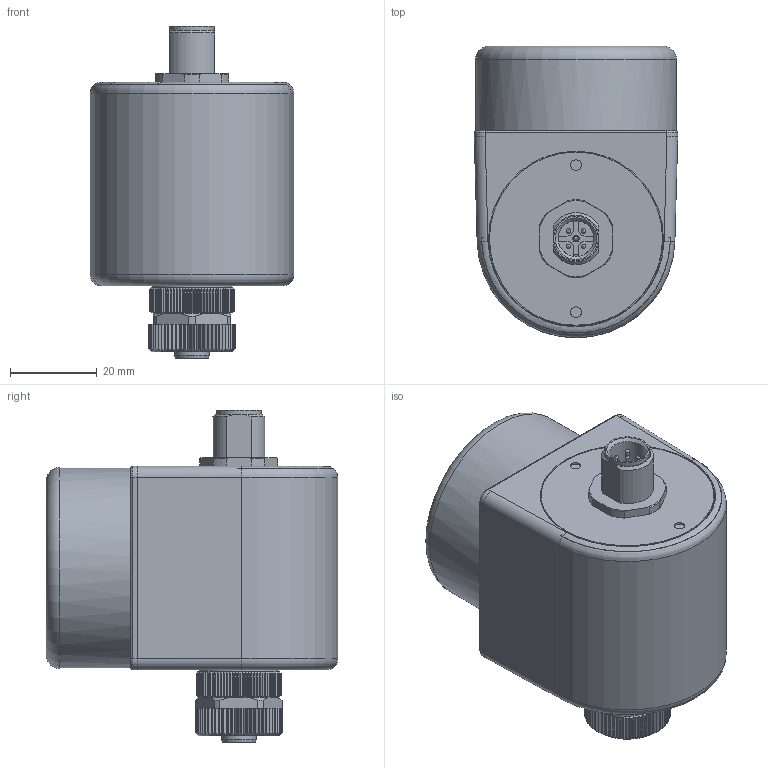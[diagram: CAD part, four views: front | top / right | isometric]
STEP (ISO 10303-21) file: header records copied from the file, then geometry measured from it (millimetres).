
FILE_DESCRIPTION(/* description */ (''),/* implementation_level */ '2;1');
FILE_NAME(/* name */ '15651254145.stp',/* time_stamp */ '2021-09-23T09:41:09+02:00',/* author */ ('DE2219'),/* organization */ (''),/* preprocessor_version */ 'ST-DEVELOPER v18.1',/* originating_system */ 'Autodesk Inventor 2021',/* authorisation */ '');
FILE_SCHEMA (('AUTOMOTIVE_DESIGN { 1 0 10303 214 3 1 1 }'));
Length unit declared in the file: millimetre
Products named in the file (1): 85.600.600
Bounding box: 47 x 67.35 x 76.7 mm (x, y, z)
Volume: 126954.2 mm3; surface area: 23279.8 mm2
Topology: 1 solids, 9 shells, 883 faces, 2395 edges, 1570 vertices
Faces by surface type: plane 528, cylinder 277, cone 27, bspline 19, torus 18, sphere 14
Full cylindrical faces by diameter (mm): 1 x9, 1.1 x5, 1.2 x5, 1.5 x5, 2 x4, 2.5 x4, 3.4 x2, 4 x4, 10.3 x1, 11 x1, 13 x1, 15 x1, 17.3 x1, 18.51 x1, 26.5 x1, 27 x1, 38.1 x1, 40 x2, 40.4 x2, 46.3 x1
Entity records: 28840 total; most frequent: CARTESIAN_POINT 6587, ORIENTED_EDGE 4762, DIRECTION 4201, EDGE_CURVE 2381, VERTEX_POINT 1570, AXIS2_PLACEMENT_3D 1518, LINE 1165, VECTOR 1165
